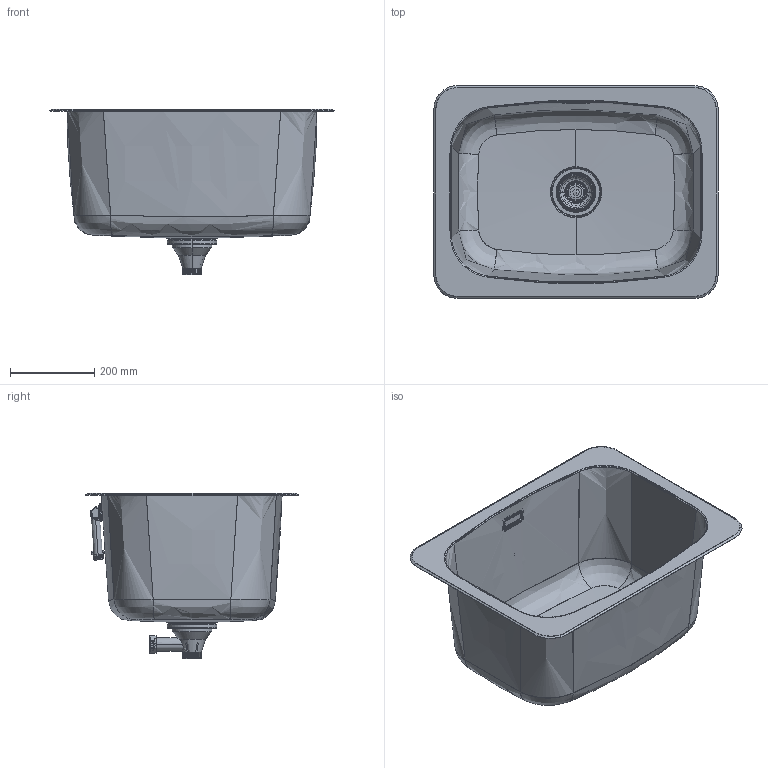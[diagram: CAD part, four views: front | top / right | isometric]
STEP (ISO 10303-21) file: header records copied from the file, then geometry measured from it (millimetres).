
FILE_DESCRIPTION(/* description */ (''),/* implementation_level */ '2;1');
FILE_NAME(/* name */ 'STEP - 1263C-NTH_2406948',/* time_stamp */ '2024-09-06T07:59:03+10:00',/* author */ (''),/* organization */ (''),/* preprocessor_version */ 'ST-DEVELOPER v16.5',/* originating_system */ 'Rhino 7.37',/* authorisation */ '');
FILE_SCHEMA (('AUTOMOTIVE_DESIGN { 1 0 10303 214 3 1 1 }'));
Products named in the file (33): Document; 1263C_1; HUANXINGYISHUI; HUANXINGYISHUIJIETOU; YISHUITONGLUOMU; HUANXINGMIFENGQUAN00; HUANXINGGUDIGNZUO-YUAN; HUANXINGYISHUIZHUANGSHIGAI; A2Axiashuiqi; ASM0030_ASM; ASM0031_ASM; ASM0032_ASM; ASM0033_ASM; ASM0034_ASM; PRT0095; PRT0097; PRT0098; ASM0035_ASM; PRT0099; PRT0100; PRT0101; PRT0102; PRT0103; PRT0104; PRT0105; PRT0106; ASM0036_ASM; PRT0107; PRT0108; PRT0109; PRT0110; PRT0111; PRT0112
Assembly tree (33 placements, depth 9):
  Document
    1263C_1
      HUANXINGYISHUI
        HUANXINGYISHUIJIETOU
        YISHUITONGLUOMU  x2
        HUANXINGMIFENGQUAN00
        HUANXINGGUDIGNZUO-YUAN
        HUANXINGYISHUIZHUANGSHIGAI
      A2Axiashuiqi
        ASM0030_ASM
          ASM0031_ASM
            ASM0032_ASM
              ASM0033_ASM
                ASM0034_ASM
                  PRT0095
                PRT0097
                PRT0098
                ASM0035_ASM
                  PRT0099
                  PRT0100
                  PRT0101
                  PRT0102
                  PRT0103
                  PRT0104
                  PRT0105
                  PRT0106
                ASM0036_ASM
                  PRT0107
                  PRT0108
                  PRT0109
                  PRT0110
                  PRT0111
          PRT0112
Bounding box: 675 x 505 x 392.27 mm (x, y, z)
Volume: 965757.1 mm3; surface area: 1770893.5 mm2
Topology: 24 solids, 24 shells, 2268 faces, 6140 edges, 3909 vertices
Faces by surface type: bspline 766, plane 755, cylinder 747
Entity records: 116438 total; most frequent: CARTESIAN_POINT 78327, ORIENTED_EDGE 11382, EDGE_CURVE 5691, VERTEX_POINT 3622, B_SPLINE_CURVE_WITH_KNOTS 3531, EDGE_LOOP 2221, ADVANCED_FACE 2118, FACE_OUTER_BOUND 2118
